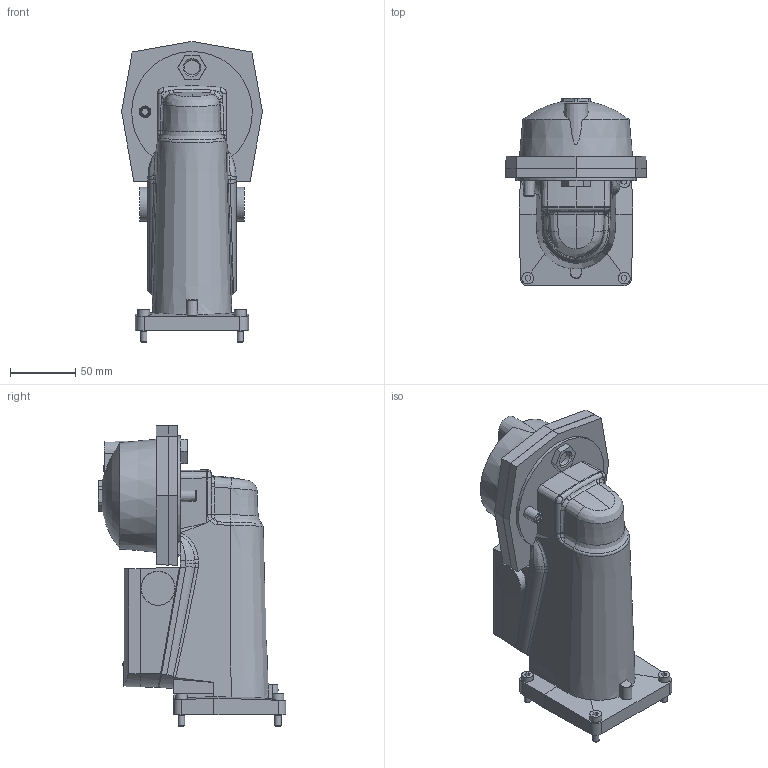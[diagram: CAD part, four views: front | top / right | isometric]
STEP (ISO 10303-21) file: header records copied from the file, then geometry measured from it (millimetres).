
FILE_DESCRIPTION(/* description */ ('Step214-Parts for PM'),/* implementation_level */ '2;1');
FILE_NAME(/* name */ 'SKP25...U.stp',/* time_stamp */ '2016-04-04T09:16:12+02:00',/* author */ ('EMC'),/* organization */ ('Siemens'),/* preprocessor_version */ 'ST-DEVELOPER v15',/* originating_system */ 'SIEMENS PLM Software NX 8.5',/* authorisation */ 'EMC/PM');
FILE_SCHEMA (('AUTOMOTIVE_DESIGN { 1 0 10303 214 3 1 1 1 }'));
Length unit declared in the file: millimetre
Products named in the file (1): Volc1A24560E3kqh
Bounding box: 107.9 x 143.71 x 230.75 mm (x, y, z)
Volume: 1286064.1 mm3; surface area: 99445.6 mm2
Topology: 1 solids, 1 shells, 343 faces, 909 edges, 594 vertices
Faces by surface type: plane 190, cylinder 64, bspline 54, cone 26, extrusion 4, torus 3, sphere 2
Full cylindrical faces by diameter (mm): 5 x4, 9 x4, 11.445 x1
Entity records: 13994 total; most frequent: CARTESIAN_POINT 3591, ORIENTED_EDGE 1722, DIRECTION 1528, EDGE_CURVE 861, VERTEX_POINT 576, AXIS2_PLACEMENT_3D 527, VECTOR 474, LINE 470
